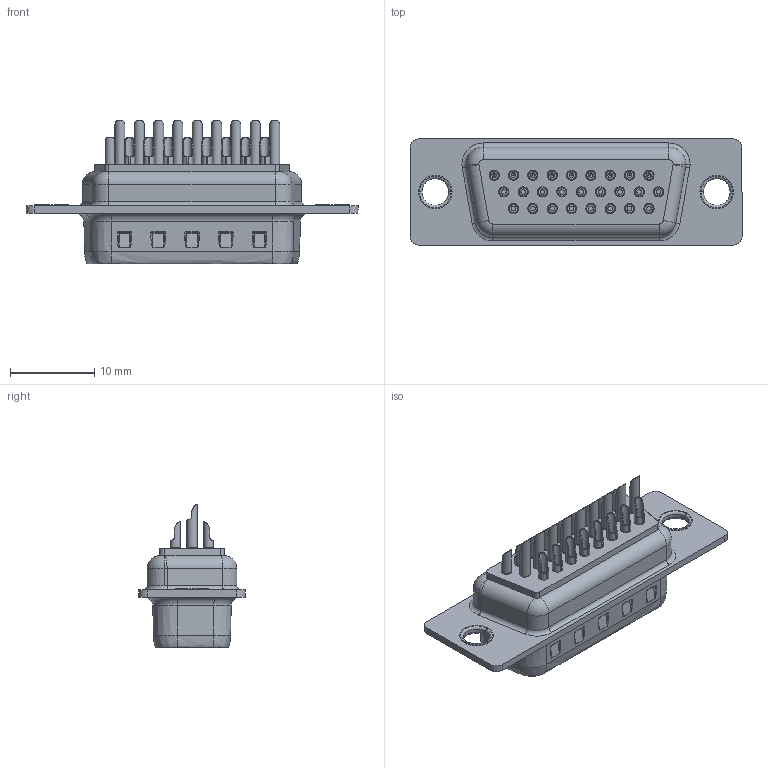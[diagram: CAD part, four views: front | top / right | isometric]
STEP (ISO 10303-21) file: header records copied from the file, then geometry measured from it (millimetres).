
FILE_DESCRIPTION (( 'STEP AP214' ), '1' );
FILE_NAME ('FDB2604-M0WS300K6KA-REF.STEP', '2025-07-31T03:39:00', ( '' ), ( '' ), 'SwSTEP 2.0', 'SolidWorks 2021', '' );
FILE_SCHEMA (( 'AUTOMOTIVE_DESIGN' ));
Length unit declared in the file: millimetre
Products named in the file (1): FDB2604-M0WS300K6KA-REF
Bounding box: 39.3 x 12.55 x 17 mm (x, y, z)
Volume: 1714.5 mm3; surface area: 3359.5 mm2
Topology: 1 solids, 1 shells, 1118 faces, 2983 edges, 1810 vertices
Faces by surface type: cylinder 466, plane 420, sphere 130, bspline 68, torus 24, cone 10
Entity records: 36673 total; most frequent: CARTESIAN_POINT 11557, ORIENTED_EDGE 5492, DIRECTION 5047, EDGE_CURVE 2746, AXIS2_PLACEMENT_3D 1903, VERTEX_POINT 1697, LINE 1241, VECTOR 1241
